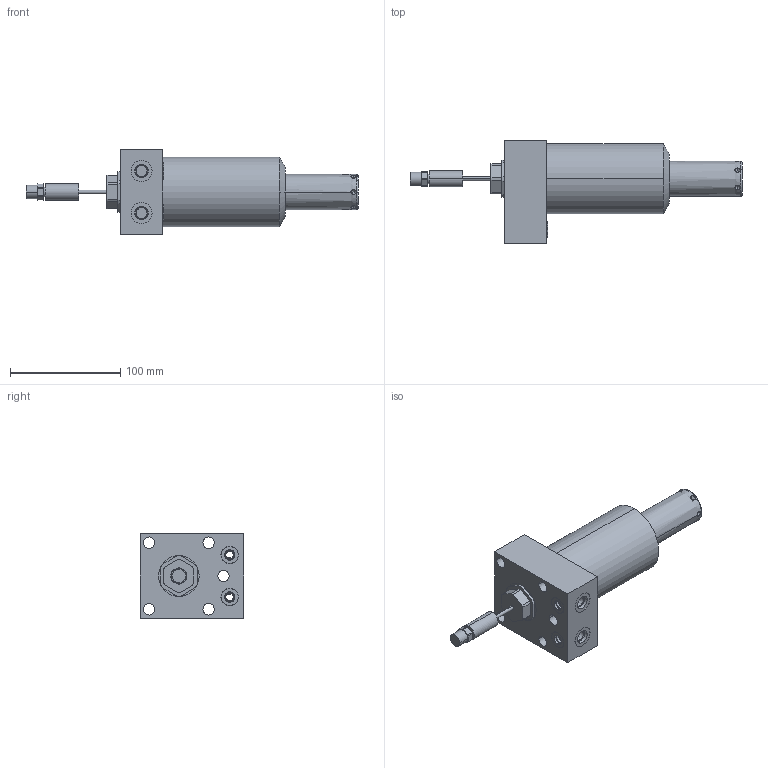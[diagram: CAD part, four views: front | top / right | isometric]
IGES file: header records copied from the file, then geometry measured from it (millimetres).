
Start section:  PTC IGES file: ilc14221803sus.igs
Global section: file name: ilc14221803sus.igs; native system: Creo Parametric by PTC Inc.; preprocessor: 2021164; author: Asawyer; organization: Unknown; date: 20250314.081115; units: inch
Bounding box: 300.51 x 93.68 x 76.2 mm (x, y, z)
Surface area: 70619.3 mm2 (no closed solid volume)
Topology: 0 solids, 0 shells, 173 faces, 826 edges, 812 vertices
Faces by surface type: revolution 124, bspline 49
